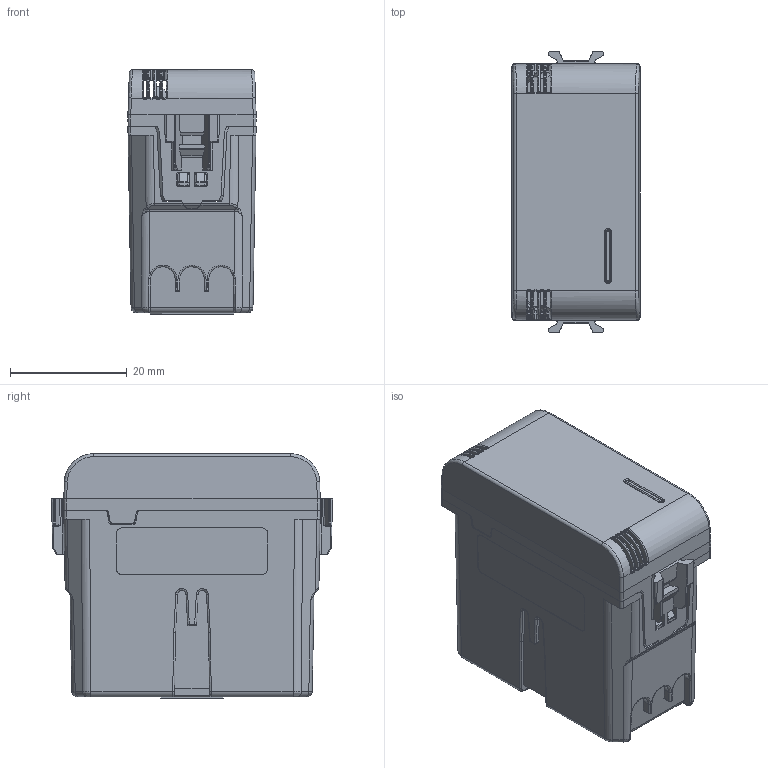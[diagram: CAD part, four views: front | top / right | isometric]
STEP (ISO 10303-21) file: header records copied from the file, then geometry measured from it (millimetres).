
FILE_DESCRIPTION(('CATIA V5 STEP Exchange','CAx-IF Rec.Pracs.--- Model Styling and Organization---1.4--- 2014-01-23'),'2;1');
FILE_NAME('GW10900.stp','2024-02-12T16:19:57+00:00',('none'),('none'),'CATIA Version 5-6 Release 2019 SP6','CATIA V5 STEP AP214 v1','none');
FILE_SCHEMA(('AUTOMOTIVE_DESIGN { 1 0 10303 214 1 1 1 1 }'));
Products named in the file (1): GW10900
Bounding box: 22 x 48.25 x 41.9 mm (x, y, z)
Volume: 21080.4 mm3; surface area: 12130.6 mm2
Topology: 2 solids, 5 shells, 1160 faces, 3013 edges, 1819 vertices
Faces by surface type: plane 497, cylinder 411, bspline 174, sphere 36, torus 36, extrusion 4, cone 2
Entity records: 45105 total; most frequent: CARTESIAN_POINT 19954, ORIENTED_EDGE 5946, DIRECTION 3249, EDGE_CURVE 2973, VERTEX_POINT 1819, VECTOR 1389, LINE 1385, B_SPLINE_CURVE_WITH_KNOTS 1240
